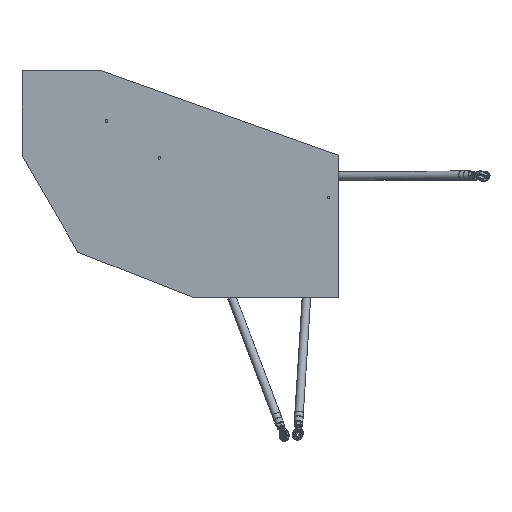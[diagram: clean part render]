
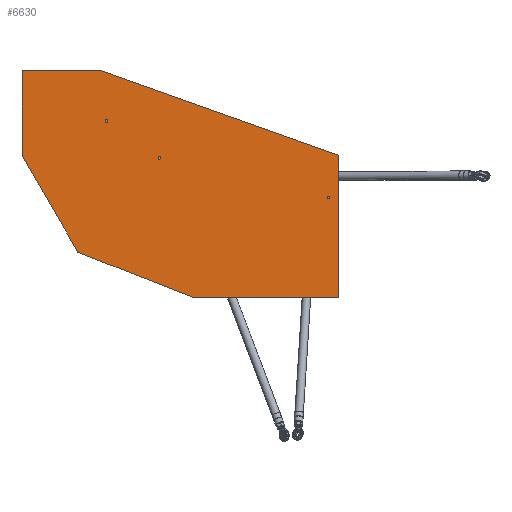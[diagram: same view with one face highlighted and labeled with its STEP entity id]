
A CAD part, front view. The second image highlights one B-rep face of the part: STEP entity #6630.
In plain terms, the highlighted planar face has unit normal (0, -1, 0).
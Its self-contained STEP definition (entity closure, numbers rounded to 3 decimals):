
#680=FACE_BOUND('',#1441,.T.);
#681=FACE_BOUND('',#1442,.T.);
#682=FACE_BOUND('',#1443,.T.);
#776=PLANE('',#7941);
#1041=FACE_OUTER_BOUND('',#1440,.T.);
#1440=EDGE_LOOP('',(#5336,#5337,#5338,#5339,#5340,#5341,#5342));
#1441=EDGE_LOOP('',(#5343));
#1442=EDGE_LOOP('',(#5344));
#1443=EDGE_LOOP('',(#5345));
#1977=CIRCLE('',#7936,2.5);
#1978=CIRCLE('',#7938,2.5);
#1979=CIRCLE('',#7940,2.5);
#2367=LINE('',#11738,#2713);
#2375=LINE('',#11760,#2721);
#2378=LINE('',#11766,#2724);
#2381=LINE('',#11771,#2727);
#2382=LINE('',#11774,#2728);
#2384=LINE('',#11777,#2730);
#2388=LINE('',#11791,#2734);
#2713=VECTOR('',#9551,10.);
#2721=VECTOR('',#9569,10.);
#2724=VECTOR('',#9574,10.);
#2727=VECTOR('',#9579,10.);
#2728=VECTOR('',#9582,10.);
#2730=VECTOR('',#9586,10.);
#2734=VECTOR('',#9604,10.);
#3186=VERTEX_POINT('',#11735);
#3187=VERTEX_POINT('',#11737);
#3196=VERTEX_POINT('',#11759);
#3197=VERTEX_POINT('',#11763);
#3198=VERTEX_POINT('',#11765);
#3199=VERTEX_POINT('',#11769);
#3200=VERTEX_POINT('',#11773);
#3201=VERTEX_POINT('',#11779);
#3202=VERTEX_POINT('',#11783);
#3203=VERTEX_POINT('',#11787);
#3947=EDGE_CURVE('',#3186,#3187,#2367,.T.);
#3958=EDGE_CURVE('',#3196,#3187,#2375,.T.);
#3961=EDGE_CURVE('',#3198,#3197,#2378,.T.);
#3964=EDGE_CURVE('',#3186,#3199,#2381,.T.);
#3965=EDGE_CURVE('',#3200,#3196,#2382,.T.);
#3967=EDGE_CURVE('',#3199,#3198,#2384,.T.);
#3968=EDGE_CURVE('',#3201,#3201,#1977,.T.);
#3970=EDGE_CURVE('',#3202,#3202,#1978,.T.);
#3972=EDGE_CURVE('',#3203,#3203,#1979,.T.);
#3974=EDGE_CURVE('',#3197,#3200,#2388,.T.);
#5336=ORIENTED_EDGE('',*,*,#3947,.F.);
#5337=ORIENTED_EDGE('',*,*,#3964,.T.);
#5338=ORIENTED_EDGE('',*,*,#3967,.T.);
#5339=ORIENTED_EDGE('',*,*,#3961,.T.);
#5340=ORIENTED_EDGE('',*,*,#3974,.T.);
#5341=ORIENTED_EDGE('',*,*,#3965,.T.);
#5342=ORIENTED_EDGE('',*,*,#3958,.T.);
#5343=ORIENTED_EDGE('',*,*,#3968,.T.);
#5344=ORIENTED_EDGE('',*,*,#3970,.T.);
#5345=ORIENTED_EDGE('',*,*,#3972,.T.);
#6630=ADVANCED_FACE('',(#1041,#680,#681,#682),#776,.T.);
#7936=AXIS2_PLACEMENT_3D('',#11780,#9589,#9590);
#7938=AXIS2_PLACEMENT_3D('',#11784,#9594,#9595);
#7940=AXIS2_PLACEMENT_3D('',#11788,#9599,#9600);
#7941=AXIS2_PLACEMENT_3D('',#11790,#9602,#9603);
#9551=DIRECTION('',(-0.931,0.,0.366));
#9569=DIRECTION('',(0.5,0.,-0.866));
#9574=DIRECTION('',(-0.942,0.,0.335));
#9579=DIRECTION('',(1.,0.,0.));
#9582=DIRECTION('',(0.,0.,-1.));
#9586=DIRECTION('',(0.,0.,1.));
#9589=DIRECTION('center_axis',(0.,1.,0.));
#9590=DIRECTION('ref_axis',(-1.,0.,0.));
#9594=DIRECTION('center_axis',(0.,1.,0.));
#9595=DIRECTION('ref_axis',(-1.,0.,0.));
#9599=DIRECTION('center_axis',(0.,1.,0.));
#9600=DIRECTION('ref_axis',(-1.,0.,0.));
#9602=DIRECTION('center_axis',(0.,-1.,0.));
#9603=DIRECTION('ref_axis',(0.,0.,-1.));
#9604=DIRECTION('',(-1.,0.,0.));
#11735=CARTESIAN_POINT('',(25.885,-2.5,-150.));
#11737=CARTESIAN_POINT('',(-194.115,-2.5,-63.397));
#11738=CARTESIAN_POINT('',(-65.884,-2.5,-113.876));
#11759=CARTESIAN_POINT('',(-300.,-2.5,120.));
#11760=CARTESIAN_POINT('',(-236.519,-2.5,10.048));
#11763=CARTESIAN_POINT('',(-150.,-2.5,280.));
#11765=CARTESIAN_POINT('',(300.,-2.5,120.));
#11766=CARTESIAN_POINT('',(185.774,-2.5,160.614));
#11769=CARTESIAN_POINT('',(300.,-2.5,-150.));
#11771=CARTESIAN_POINT('',(-72.058,-2.5,-150.));
#11773=CARTESIAN_POINT('',(-300.,-2.5,280.));
#11774=CARTESIAN_POINT('',(-300.,-2.5,280.));
#11777=CARTESIAN_POINT('',(300.,-2.5,-280.));
#11779=CARTESIAN_POINT('',(-137.5,-2.5,185.));
#11780=CARTESIAN_POINT('Origin',(-140.,-2.5,185.));
#11783=CARTESIAN_POINT('',(-37.5,-2.5,115.));
#11784=CARTESIAN_POINT('Origin',(-40.,-2.5,115.));
#11787=CARTESIAN_POINT('',(282.5,-2.5,40.));
#11788=CARTESIAN_POINT('Origin',(280.,-2.5,40.));
#11790=CARTESIAN_POINT('Origin',(0.,-2.5,0.));
#11791=CARTESIAN_POINT('',(300.,-2.5,280.));
